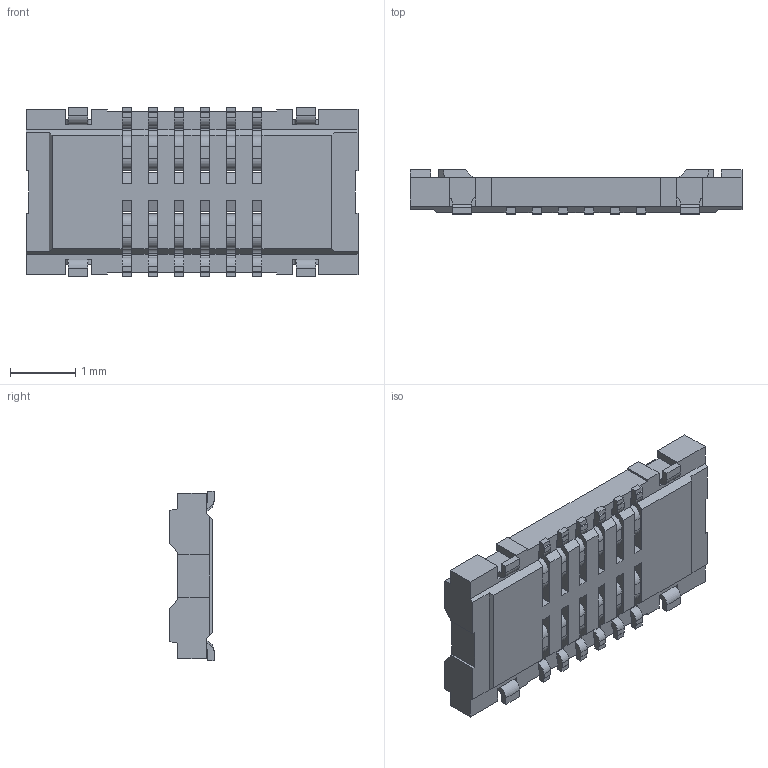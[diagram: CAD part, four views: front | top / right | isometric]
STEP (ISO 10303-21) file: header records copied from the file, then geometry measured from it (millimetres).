
FILE_DESCRIPTION (( 'STEP AP214' ), '1' );
FILE_NAME ('5035481220.STEP', '2018-02-06T15:58:53', ( '' ), ( '' ), 'SwSTEP 2.0', 'SolidWorks 2016', '' );
FILE_SCHEMA (( 'AUTOMOTIVE_DESIGN' ));
Length unit declared in the file: millimetre
Products named in the file (1): 5035481220
Bounding box: 5.1 x 0.68 x 2.6 mm (x, y, z)
Volume: 4.2 mm3; surface area: 64.3 mm2
Topology: 1 solids, 1 shells, 817 faces, 2506 edges, 1660 vertices
Faces by surface type: plane 589, cylinder 224, bspline 4
Entity records: 32133 total; most frequent: CARTESIAN_POINT 5076, ORIENTED_EDGE 5012, DIRECTION 4570, EDGE_CURVE 2506, LINE 2054, VECTOR 2054, VERTEX_POINT 1660, AXIS2_PLACEMENT_3D 1258
